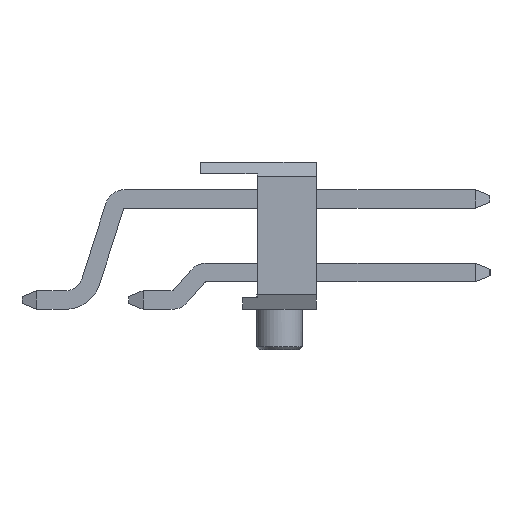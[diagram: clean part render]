
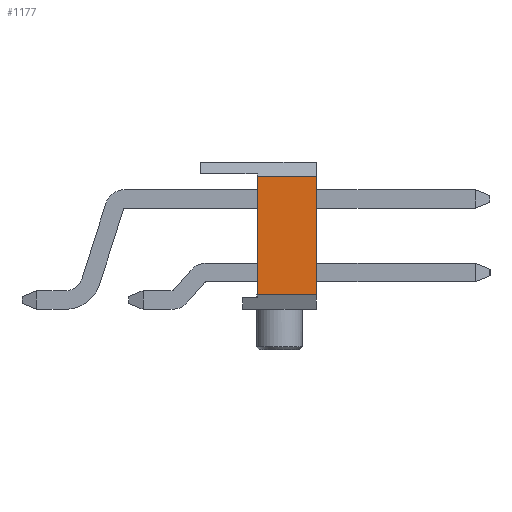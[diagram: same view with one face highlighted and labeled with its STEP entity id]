
A CAD part, left-side view. The second image highlights one B-rep face of the part: STEP entity #1177.
In plain terms, the highlighted planar face has unit normal (-1, 0, 0).
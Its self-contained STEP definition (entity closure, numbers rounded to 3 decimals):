
#1177 = ADVANCED_FACE( '', ( #2488 ), #2489, .T. );
#2488 = FACE_OUTER_BOUND( '', #4076, .T. );
#2489 = PLANE( '', #4077 );
#4076 = EDGE_LOOP( '', ( #6633, #6634, #6635, #6636 ) );
#4077 = AXIS2_PLACEMENT_3D( '', #6637, #6638, #6639 );
#6633 = ORIENTED_EDGE( '', *, *, #10084, .F. );
#6634 = ORIENTED_EDGE( '', *, *, #10512, .T. );
#6635 = ORIENTED_EDGE( '', *, *, #10513, .F. );
#6636 = ORIENTED_EDGE( '', *, *, #10514, .T. );
#6637 = CARTESIAN_POINT( '', ( -16.51, 0., 0. ) );
#6638 = DIRECTION( '', ( -1., 0., 0. ) );
#6639 = DIRECTION( '', ( 0., 0., 1. ) );
#10084 = EDGE_CURVE( '', #12176, #12178, #12179, .T. );
#10512 = EDGE_CURVE( '', #12176, #12831, #12832, .T. );
#10513 = EDGE_CURVE( '', #12833, #12831, #12834, .T. );
#10514 = EDGE_CURVE( '', #12833, #12178, #12835, .T. );
#12176 = VERTEX_POINT( '', #15050 );
#12178 = VERTEX_POINT( '', #15053 );
#12179 = LINE( '', #15054, #15055 );
#12831 = VERTEX_POINT( '', #16029 );
#12832 = LINE( '', #16030, #16031 );
#12833 = VERTEX_POINT( '', #16032 );
#12834 = LINE( '', #16033, #16034 );
#12835 = LINE( '', #16035, #16036 );
#15050 = CARTESIAN_POINT( '', ( -16.51, 0.77, 2.04 ) );
#15053 = CARTESIAN_POINT( '', ( -16.51, -1.27, 2.04 ) );
#15054 = CARTESIAN_POINT( '', ( -16.51, 0., 2.04 ) );
#15055 = VECTOR( '', #18096, 1000. );
#16029 = CARTESIAN_POINT( '', ( -16.51, 0.77, -2.04 ) );
#16030 = CARTESIAN_POINT( '', ( -16.51, 0.77, -2.14 ) );
#16031 = VECTOR( '', #18434, 1000. );
#16032 = CARTESIAN_POINT( '', ( -16.51, -1.27, -2.04 ) );
#16033 = CARTESIAN_POINT( '', ( -16.51, 0., -2.04 ) );
#16034 = VECTOR( '', #18435, 1000. );
#16035 = CARTESIAN_POINT( '', ( -16.51, -1.27, -2.54 ) );
#16036 = VECTOR( '', #18436, 1000. );
#18096 = DIRECTION( '', ( 0., -1., 0. ) );
#18434 = DIRECTION( '', ( 0., 0., -1. ) );
#18435 = DIRECTION( '', ( 0., 1., 0. ) );
#18436 = DIRECTION( '', ( 0., 0., 1. ) );
